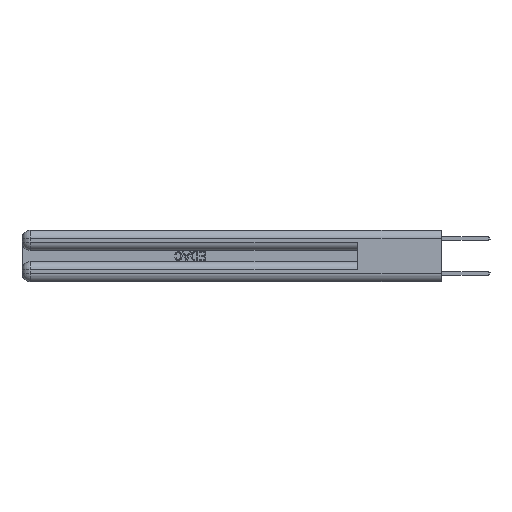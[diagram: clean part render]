
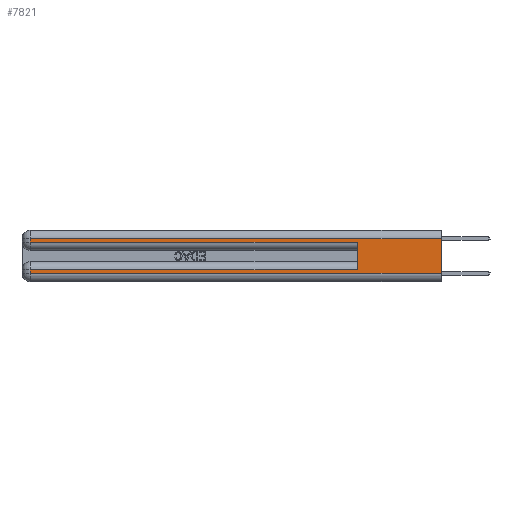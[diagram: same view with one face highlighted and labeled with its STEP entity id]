
A CAD part, left-side view. The second image highlights one B-rep face of the part: STEP entity #7821.
In plain terms, the highlighted planar face has unit normal (-1, 0, 0).
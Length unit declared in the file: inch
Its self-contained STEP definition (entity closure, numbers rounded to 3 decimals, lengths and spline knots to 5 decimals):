
#16 = LINE ( 'NONE', #22692, #9183 ) ;
#18 = CARTESIAN_POINT ( 'NONE',  ( 0., 0., 0.06 ) ) ;
#373 = DIRECTION ( 'NONE',  ( 0., 1., 0. ) ) ;
#749 = CARTESIAN_POINT ( 'NONE',  ( 0., 0., 0.285 ) ) ;
#912 = CARTESIAN_POINT ( 'NONE',  ( 0., 2.94, 0.085 ) ) ;
#951 = LINE ( 'NONE', #17871, #5580 ) ;
#1029 = VECTOR ( 'NONE', #17053, 39.37008 ) ;
#1100 = ORIENTED_EDGE ( 'NONE', *, *, #26386, .F. ) ;
#1135 = DIRECTION ( 'NONE',  ( 0., 0., 1. ) ) ;
#1196 = CARTESIAN_POINT ( 'NONE',  ( 0., 0., 0.37 ) ) ;
#1387 = FACE_OUTER_BOUND ( 'NONE', #33663, .T. ) ;
#4461 = EDGE_CURVE ( 'NONE', #36372, #7331, #30140, .T. ) ;
#4708 = ORIENTED_EDGE ( 'NONE', *, *, #10106, .T. ) ;
#5580 = VECTOR ( 'NONE', #1135, 39.37008 ) ;
#6221 = VERTEX_POINT ( 'NONE', #13553 ) ;
#6276 = CARTESIAN_POINT ( 'NONE',  ( 0., 0., 0.06 ) ) ;
#6390 = VECTOR ( 'NONE', #27987, 39.37008 ) ;
#6461 = CARTESIAN_POINT ( 'NONE',  ( 0., 2.94, 0.37 ) ) ;
#6614 = ORIENTED_EDGE ( 'NONE', *, *, #4461, .F. ) ;
#6976 = AXIS2_PLACEMENT_3D ( 'NONE', #1196, #27200, #18672 ) ;
#7331 = VERTEX_POINT ( 'NONE', #6276 ) ;
#7821 = ADVANCED_FACE ( 'NONE', ( #1387 ), #26656, .F. ) ;
#8512 = CARTESIAN_POINT ( 'NONE',  ( 0., 0., 0.31 ) ) ;
#9183 = VECTOR ( 'NONE', #373, 39.37008 ) ;
#9421 = LINE ( 'NONE', #6461, #32077 ) ;
#10106 = EDGE_CURVE ( 'NONE', #15917, #35728, #29920, .T. ) ;
#11572 = EDGE_CURVE ( 'NONE', #28207, #11985, #9421, .T. ) ;
#11985 = VERTEX_POINT ( 'NONE', #31304 ) ;
#13553 = CARTESIAN_POINT ( 'NONE',  ( 0., 0.6, 0.085 ) ) ;
#15765 = CARTESIAN_POINT ( 'NONE',  ( 0., 2.94, 0.31 ) ) ;
#15917 = VERTEX_POINT ( 'NONE', #24458 ) ;
#16380 = DIRECTION ( 'NONE',  ( 0., 0., -1. ) ) ;
#16660 = LINE ( 'NONE', #18729, #6390 ) ;
#17053 = DIRECTION ( 'NONE',  ( 0., 1., 0. ) ) ;
#17539 = ORIENTED_EDGE ( 'NONE', *, *, #35385, .T. ) ;
#17794 = DIRECTION ( 'NONE',  ( 0., 0., -1. ) ) ;
#17871 = CARTESIAN_POINT ( 'NONE',  ( 0., 0.6, 0.145 ) ) ;
#18672 = DIRECTION ( 'NONE',  ( 0., 0., -1. ) ) ;
#18729 = CARTESIAN_POINT ( 'NONE',  ( 0., 2.94, 0.37 ) ) ;
#19256 = ORIENTED_EDGE ( 'NONE', *, *, #35726, .T. ) ;
#20513 = VECTOR ( 'NONE', #16380, 39.37008 ) ;
#20633 = DIRECTION ( 'NONE',  ( 0., -1., 0. ) ) ;
#21194 = CARTESIAN_POINT ( 'NONE',  ( 0., 0., 0.31 ) ) ;
#22692 = CARTESIAN_POINT ( 'NONE',  ( 0., 0., 0.085 ) ) ;
#24247 = DIRECTION ( 'NONE',  ( 0., -1., 0. ) ) ;
#24458 = CARTESIAN_POINT ( 'NONE',  ( 0., 2.94, 0.285 ) ) ;
#25601 = LINE ( 'NONE', #8512, #1029 ) ;
#25764 = ORIENTED_EDGE ( 'NONE', *, *, #36086, .T. ) ;
#26386 = EDGE_CURVE ( 'NONE', #6221, #35728, #951, .T. ) ;
#26599 = VECTOR ( 'NONE', #24247, 39.37008 ) ;
#26656 = PLANE ( 'NONE',  #6976 ) ;
#27042 = LINE ( 'NONE', #18, #26599 ) ;
#27200 = DIRECTION ( 'NONE',  ( 1., 0., 0. ) ) ;
#27987 = DIRECTION ( 'NONE',  ( 0., 0., -1. ) ) ;
#28207 = VERTEX_POINT ( 'NONE', #912 ) ;
#29618 = EDGE_CURVE ( 'NONE', #6221, #28207, #16, .T. ) ;
#29920 = LINE ( 'NONE', #749, #36139 ) ;
#30059 = CARTESIAN_POINT ( 'NONE',  ( 0., 0.6, 0.285 ) ) ;
#30140 = LINE ( 'NONE', #36066, #20513 ) ;
#31304 = CARTESIAN_POINT ( 'NONE',  ( 0., 2.94, 0.06 ) ) ;
#31503 = ORIENTED_EDGE ( 'NONE', *, *, #29618, .T. ) ;
#31710 = VERTEX_POINT ( 'NONE', #15765 ) ;
#32077 = VECTOR ( 'NONE', #17794, 39.37008 ) ;
#33663 = EDGE_LOOP ( 'NONE', ( #6614, #17539, #19256, #4708, #1100, #31503, #35592, #25764 ) ) ;
#35385 = EDGE_CURVE ( 'NONE', #36372, #31710, #25601, .T. ) ;
#35592 = ORIENTED_EDGE ( 'NONE', *, *, #11572, .T. ) ;
#35726 = EDGE_CURVE ( 'NONE', #31710, #15917, #16660, .T. ) ;
#35728 = VERTEX_POINT ( 'NONE', #30059 ) ;
#36066 = CARTESIAN_POINT ( 'NONE',  ( 0., 0., 0.37 ) ) ;
#36086 = EDGE_CURVE ( 'NONE', #11985, #7331, #27042, .T. ) ;
#36139 = VECTOR ( 'NONE', #20633, 39.37008 ) ;
#36372 = VERTEX_POINT ( 'NONE', #21194 ) ;
